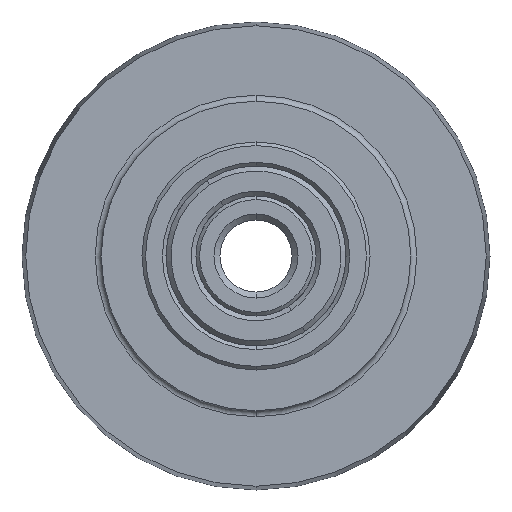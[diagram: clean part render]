
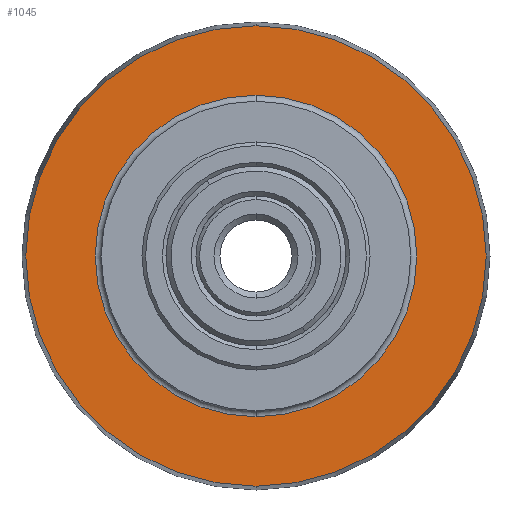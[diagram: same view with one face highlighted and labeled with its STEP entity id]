
A CAD part, front view. The second image highlights one B-rep face of the part: STEP entity #1045.
In plain terms, the highlighted planar face has unit normal (0, -1, 0).
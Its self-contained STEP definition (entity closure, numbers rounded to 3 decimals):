
#121 = DIRECTION ( 'NONE',  ( 0., 0., -1. ) ) ;
#123 = DIRECTION ( 'NONE',  ( 0., 1., 0. ) ) ;
#126 = CARTESIAN_POINT ( 'NONE',  ( 0., 2.8, 0. ) ) ;
#295 = ORIENTED_EDGE ( 'NONE', *, *, #1474, .T. ) ;
#304 = EDGE_LOOP ( 'NONE', ( #1203, #295 ) ) ;
#413 = FACE_OUTER_BOUND ( 'NONE', #543, .T. ) ;
#521 = CIRCLE ( 'NONE', #1522, 19.186 ) ;
#543 = EDGE_LOOP ( 'NONE', ( #1047, #1502 ) ) ;
#550 = VERTEX_POINT ( 'NONE', #2612 ) ;
#748 = DIRECTION ( 'NONE',  ( 0., 0., -1. ) ) ;
#784 = FACE_BOUND ( 'NONE', #304, .T. ) ;
#910 = DIRECTION ( 'NONE',  ( 0., -1., 0. ) ) ;
#930 = CARTESIAN_POINT ( 'NONE',  ( 0., 2.8, 0. ) ) ;
#1039 = VERTEX_POINT ( 'NONE', #1963 ) ;
#1045 = ADVANCED_FACE ( 'NONE', ( #784, #413 ), #1775, .T. ) ;
#1047 = ORIENTED_EDGE ( 'NONE', *, *, #1449, .T. ) ;
#1072 = VERTEX_POINT ( 'NONE', #1814 ) ;
#1203 = ORIENTED_EDGE ( 'NONE', *, *, #1931, .T. ) ;
#1271 = VERTEX_POINT ( 'NONE', #1989 ) ;
#1353 = DIRECTION ( 'NONE',  ( 0., 0., -1. ) ) ;
#1365 = DIRECTION ( 'NONE',  ( 0., 1., 0. ) ) ;
#1372 = CARTESIAN_POINT ( 'NONE',  ( 0., 2.8, 0. ) ) ;
#1395 = DIRECTION ( 'NONE',  ( 0., 0., -1. ) ) ;
#1399 = DIRECTION ( 'NONE',  ( 0., -1., 0. ) ) ;
#1406 = CARTESIAN_POINT ( 'NONE',  ( 0., 2.8, 0. ) ) ;
#1449 = EDGE_CURVE ( 'NONE', #1271, #1072, #2242, .T. ) ;
#1474 = EDGE_CURVE ( 'NONE', #1039, #550, #2158, .T. ) ;
#1502 = ORIENTED_EDGE ( 'NONE', *, *, #1976, .T. ) ;
#1522 = AXIS2_PLACEMENT_3D ( 'NONE', #930, #910, #748 ) ;
#1653 = CIRCLE ( 'NONE', #1845, 13.4 ) ;
#1748 = DIRECTION ( 'NONE',  ( 0., 0., -1. ) ) ;
#1759 = DIRECTION ( 'NONE',  ( 0., -1., 0. ) ) ;
#1775 = PLANE ( 'NONE',  #2655 ) ;
#1814 = CARTESIAN_POINT ( 'NONE',  ( 0., 2.8, -19.186 ) ) ;
#1833 = CARTESIAN_POINT ( 'NONE',  ( 12.9, 2.8, 0. ) ) ;
#1845 = AXIS2_PLACEMENT_3D ( 'NONE', #126, #123, #121 ) ;
#1931 = EDGE_CURVE ( 'NONE', #550, #1039, #1653, .T. ) ;
#1963 = CARTESIAN_POINT ( 'NONE',  ( 0., 2.8, 13.4 ) ) ;
#1976 = EDGE_CURVE ( 'NONE', #1072, #1271, #521, .T. ) ;
#1989 = CARTESIAN_POINT ( 'NONE',  ( 0., 2.8, 19.186 ) ) ;
#2158 = CIRCLE ( 'NONE', #2261, 13.4 ) ;
#2242 = CIRCLE ( 'NONE', #2270, 19.186 ) ;
#2261 = AXIS2_PLACEMENT_3D ( 'NONE', #1372, #1365, #1353 ) ;
#2270 = AXIS2_PLACEMENT_3D ( 'NONE', #1406, #1399, #1395 ) ;
#2612 = CARTESIAN_POINT ( 'NONE',  ( 0., 2.8, -13.4 ) ) ;
#2655 = AXIS2_PLACEMENT_3D ( 'NONE', #1833, #1759, #1748 ) ;
